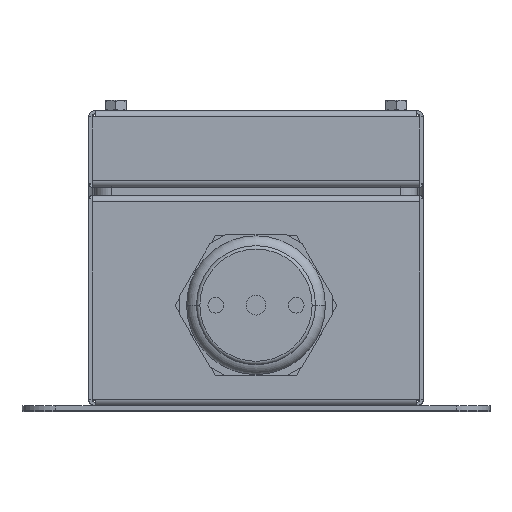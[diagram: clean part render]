
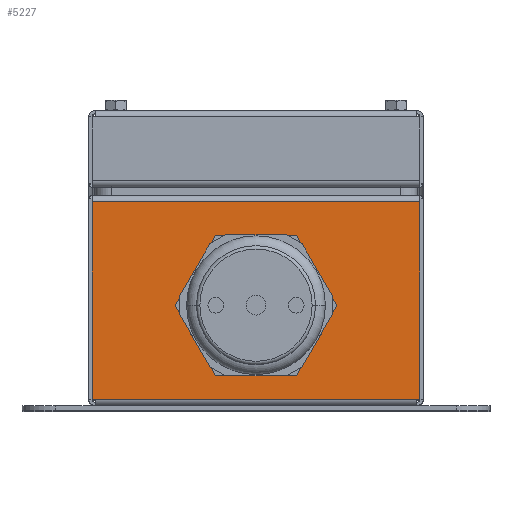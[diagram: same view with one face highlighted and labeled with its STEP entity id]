
A CAD part, top view. The second image highlights one B-rep face of the part: STEP entity #5227.
In plain terms, the highlighted planar face has unit normal (0, 0, 1).
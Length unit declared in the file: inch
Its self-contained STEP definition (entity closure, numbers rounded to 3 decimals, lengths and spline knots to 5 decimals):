
#454=DIRECTION('',(1.,0.,0.));
#455=VECTOR('',#454,4.904);
#456=CARTESIAN_POINT('',(-2.452,3.04674,5.));
#457=LINE('',#456,#455);
#653=DIRECTION('',(-1.,0.,0.));
#654=VECTOR('',#653,4.808);
#655=CARTESIAN_POINT('',(2.404,0.096,5.));
#656=LINE('',#655,#654);
#683=DIRECTION('',(-1.,0.,0.));
#684=VECTOR('',#683,0.048);
#685=CARTESIAN_POINT('',(-2.404,0.096,5.));
#686=LINE('',#685,#684);
#687=DIRECTION('',(0.,1.,0.));
#688=VECTOR('',#687,2.95074);
#689=CARTESIAN_POINT('',(-2.452,0.096,5.));
#690=LINE('',#689,#688);
#691=DIRECTION('',(0.,-1.,0.));
#692=VECTOR('',#691,2.95074);
#693=CARTESIAN_POINT('',(2.452,3.04674,5.));
#694=LINE('',#693,#692);
#695=DIRECTION('',(-1.,0.,0.));
#696=VECTOR('',#695,0.048);
#697=CARTESIAN_POINT('',(2.452,0.096,5.));
#698=LINE('',#697,#696);
#699=DIRECTION('',(-0.5,0.866,0.));
#700=VECTOR('',#699,1.20955);
#701=CARTESIAN_POINT('',(1.20955,1.5,5.));
#702=LINE('',#701,#700);
#703=DIRECTION('',(-1.,0.,0.));
#704=VECTOR('',#703,1.20955);
#705=CARTESIAN_POINT('',(0.60477,2.5475,5.));
#706=LINE('',#705,#704);
#707=DIRECTION('',(-0.5,-0.866,0.));
#708=VECTOR('',#707,1.20955);
#709=CARTESIAN_POINT('',(-0.60477,2.5475,5.));
#710=LINE('',#709,#708);
#711=DIRECTION('',(0.5,-0.866,0.));
#712=VECTOR('',#711,1.20955);
#713=CARTESIAN_POINT('',(-1.20955,1.5,5.));
#714=LINE('',#713,#712);
#715=DIRECTION('',(1.,0.,0.));
#716=VECTOR('',#715,1.20955);
#717=CARTESIAN_POINT('',(-0.60477,0.4525,5.));
#718=LINE('',#717,#716);
#719=DIRECTION('',(0.5,0.866,0.));
#720=VECTOR('',#719,1.20955);
#721=CARTESIAN_POINT('',(0.60477,0.4525,5.));
#722=LINE('',#721,#720);
#3535=CARTESIAN_POINT('',(-2.404,0.096,5.));
#3536=CARTESIAN_POINT('',(-2.452,0.096,5.));
#3537=VERTEX_POINT('',#3535);
#3538=VERTEX_POINT('',#3536);
#3539=CARTESIAN_POINT('',(2.452,0.096,5.));
#3540=CARTESIAN_POINT('',(2.404,0.096,5.));
#3541=VERTEX_POINT('',#3539);
#3542=VERTEX_POINT('',#3540);
#3681=CARTESIAN_POINT('',(2.452,3.04674,5.));
#3682=VERTEX_POINT('',#3681);
#3683=CARTESIAN_POINT('',(-2.452,3.04674,5.));
#3684=VERTEX_POINT('',#3683);
#3955=CARTESIAN_POINT('',(1.20955,1.5,5.));
#3956=CARTESIAN_POINT('',(0.60477,2.5475,5.));
#3957=VERTEX_POINT('',#3955);
#3958=VERTEX_POINT('',#3956);
#3959=CARTESIAN_POINT('',(-0.60477,2.5475,5.));
#3960=VERTEX_POINT('',#3959);
#3961=CARTESIAN_POINT('',(-1.20955,1.5,5.));
#3962=VERTEX_POINT('',#3961);
#3963=CARTESIAN_POINT('',(-0.60477,0.4525,5.));
#3964=VERTEX_POINT('',#3963);
#3965=CARTESIAN_POINT('',(0.60477,0.4525,5.));
#3966=VERTEX_POINT('',#3965);
#5198=CARTESIAN_POINT('',(1.26162,0.048,5.));
#5199=DIRECTION('',(0.,0.,-1.));
#5200=DIRECTION('',(-1.,0.,0.));
#5201=AXIS2_PLACEMENT_3D('',#5198,#5199,#5200);
#5202=PLANE('',#5201);
#5203=ORIENTED_EDGE('',*,*,#5147,.T.);
#5204=ORIENTED_EDGE('',*,*,#5179,.T.);
#5205=ORIENTED_EDGE('',*,*,#5192,.T.);
#5206=ORIENTED_EDGE('',*,*,#4912,.T.);
#5208=ORIENTED_EDGE('',*,*,#5207,.T.);
#5210=ORIENTED_EDGE('',*,*,#5209,.T.);
#5211=EDGE_LOOP('',(#5203,#5204,#5205,#5206,#5208,#5210));
#5212=FACE_OUTER_BOUND('',#5211,.F.);
#5214=ORIENTED_EDGE('',*,*,#5213,.T.);
#5216=ORIENTED_EDGE('',*,*,#5215,.T.);
#5218=ORIENTED_EDGE('',*,*,#5217,.T.);
#5220=ORIENTED_EDGE('',*,*,#5219,.T.);
#5222=ORIENTED_EDGE('',*,*,#5221,.T.);
#5224=ORIENTED_EDGE('',*,*,#5223,.T.);
#5225=EDGE_LOOP('',(#5214,#5216,#5218,#5220,#5222,#5224));
#5226=FACE_BOUND('',#5225,.F.);
#5227=ADVANCED_FACE('',(#5212,#5226),#5202,.F.);
#4912=EDGE_CURVE('',#3684,#3682,#457,.T.);
#5147=EDGE_CURVE('',#3542,#3537,#656,.T.);
#5179=EDGE_CURVE('',#3537,#3538,#686,.T.);
#5192=EDGE_CURVE('',#3538,#3684,#690,.T.);
#5207=EDGE_CURVE('',#3682,#3541,#694,.T.);
#5209=EDGE_CURVE('',#3541,#3542,#698,.T.);
#5213=EDGE_CURVE('',#3957,#3958,#702,.T.);
#5215=EDGE_CURVE('',#3958,#3960,#706,.T.);
#5217=EDGE_CURVE('',#3960,#3962,#710,.T.);
#5219=EDGE_CURVE('',#3962,#3964,#714,.T.);
#5221=EDGE_CURVE('',#3964,#3966,#718,.T.);
#5223=EDGE_CURVE('',#3966,#3957,#722,.T.);
